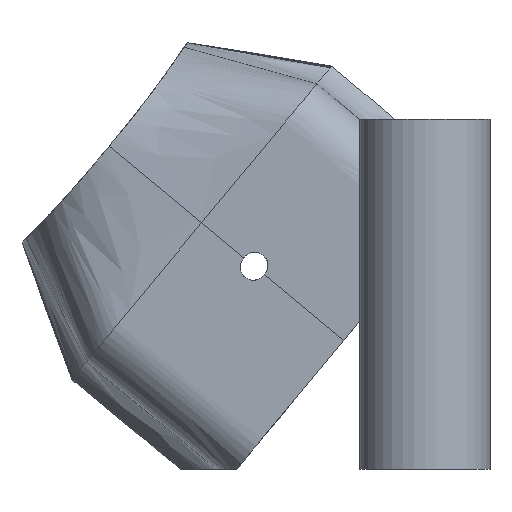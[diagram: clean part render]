
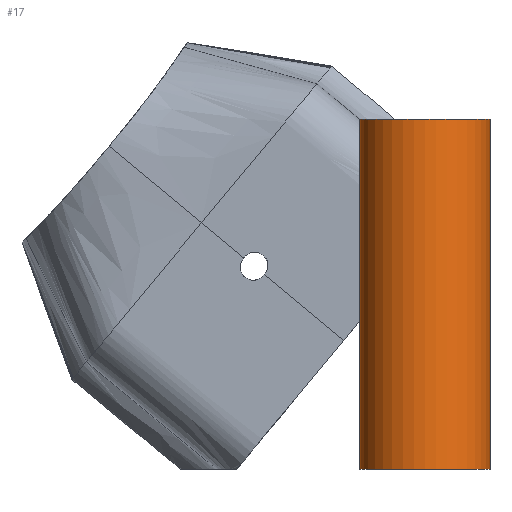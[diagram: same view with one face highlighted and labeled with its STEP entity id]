
A CAD part, left-side view. The second image highlights one B-rep face of the part: STEP entity #17.
In plain terms, the highlighted cylindrical face has radius 4 mm (diameter 8 mm), a full revolution.
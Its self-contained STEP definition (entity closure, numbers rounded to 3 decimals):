
#17=ADVANCED_FACE('',(#76,#68),#851,.T.);
#68=FACE_BOUND('',#131,.T.);
#76=FACE_OUTER_BOUND('',#130,.T.);
#130=EDGE_LOOP('',(#193,#194,#195,#196));
#131=EDGE_LOOP('',(#197,#198));
#193=ORIENTED_EDGE('',*,*,#456,.T.);
#194=ORIENTED_EDGE('',*,*,#457,.T.);
#195=ORIENTED_EDGE('',*,*,#458,.F.);
#196=ORIENTED_EDGE('',*,*,#457,.F.);
#197=ORIENTED_EDGE('',*,*,#573,.F.);
#198=ORIENTED_EDGE('',*,*,#572,.F.);
#456=EDGE_CURVE('',#733,#733,#717,.T.);
#457=EDGE_CURVE('',#733,#734,#704,.T.);
#458=EDGE_CURVE('',#734,#734,#718,.T.);
#572=EDGE_CURVE('',#804,#805,#693,.T.);
#573=EDGE_CURVE('',#805,#804,#694,.T.);
#693=B_SPLINE_CURVE_WITH_KNOTS('',3,(#6769,#6770,#6771,#6772,#6773,#6774,
#6775,#6776,#6777,#6778,#6779,#6780,#6781,#6782,#6783,#6784,#6785,#6786,
#6787,#6788,#6789,#6790,#6791,#6792,#6793,#6794,#6795,#6796,#6797,#6798,
#6799,#6800,#6801,#6802,#6803,#6804,#6805,#6806,#6807,#6808,#6809,#6810,
#6811,#6812,#6813,#6814,#6815,#6816,#6817,#6818,#6819,#6820,#6821,#6822,
#6823,#6824,#6825,#6826,#6827,#6828,#6829,#6830,#6831,#6832,#6833,#6834,
#6835,#6836,#6837,#6838,#6839,#6840),.UNSPECIFIED.,.F.,.F.,(4,3,3,3,3,3,
3,3,3,3,3,3,3,3,3,3,3,2,3,2,3,2,3,2,3,4),(0.,0.661,3.244,
5.825,5.941,6.054,6.273,6.485,
6.688,6.861,7.029,7.192,7.351,
7.636,7.938,8.294,8.795,9.336,
9.878,10.14,10.403,10.68,10.957,
11.651,12.345,12.513),.UNSPECIFIED.);
#694=B_SPLINE_CURVE_WITH_KNOTS('',3,(#6841,#6842,#6843,#6844,#6845,#6846,
#6847,#6848,#6849,#6850,#6851,#6852,#6853),.UNSPECIFIED.,.F.,.F.,(4,2,3,
2,2,4),(2.669,3.717,4.963,6.209,
7.454,9.595),.UNSPECIFIED.);
#704=(
BOUNDED_CURVE()
B_SPLINE_CURVE(1,(#5632,#5633),.UNSPECIFIED.,.F.,.F.)
B_SPLINE_CURVE_WITH_KNOTS((2,2),(0.,21.5),.UNSPECIFIED.)
CURVE()
GEOMETRIC_REPRESENTATION_ITEM()
RATIONAL_B_SPLINE_CURVE((1.,1.))
REPRESENTATION_ITEM('')
);
#717=CIRCLE('',#981,4.);
#718=CIRCLE('',#982,4.);
#733=VERTEX_POINT('',#5545);
#734=VERTEX_POINT('',#5546);
#804=VERTEX_POINT('',#5616);
#805=VERTEX_POINT('',#5617);
#851=CYLINDRICAL_SURFACE('',#953,4.);
#953=AXIS2_PLACEMENT_3D('',#1061,#999,$);
#981=AXIS2_PLACEMENT_3D($,#5631,#1029,#1030);
#982=AXIS2_PLACEMENT_3D($,#5634,#1031,#1032);
#999=DIRECTION('',(0.,0.,1.));
#1029=DIRECTION('',(0.,0.,1.));
#1030=DIRECTION('',(-1.,0.,0.));
#1031=DIRECTION('',(0.,0.,1.));
#1032=DIRECTION('',(-1.,0.,0.));
#1061=CARTESIAN_POINT('',(-688.277,92.,213.937));
#5545=CARTESIAN_POINT('',(-692.277,92.,203.187));
#5546=CARTESIAN_POINT('',(-692.277,92.,224.687));
#5616=CARTESIAN_POINT('',(-685.427,94.807,213.741));
#5617=CARTESIAN_POINT('',(-684.542,90.567,218.884));
#5631=CARTESIAN_POINT('',(-688.277,92.,203.187));
#5632=CARTESIAN_POINT('',(-692.277,92.,203.187));
#5633=CARTESIAN_POINT('',(-692.277,92.,224.687));
#5634=CARTESIAN_POINT('',(-688.277,92.,224.687));
#6769=CARTESIAN_POINT('',(-685.427,94.807,213.741));
#6770=CARTESIAN_POINT('',(-685.427,94.807,213.961));
#6771=CARTESIAN_POINT('',(-685.427,94.807,214.182));
#6772=CARTESIAN_POINT('',(-685.427,94.807,214.402));
#6773=CARTESIAN_POINT('',(-685.426,94.807,215.263));
#6774=CARTESIAN_POINT('',(-685.426,94.807,216.124));
#6775=CARTESIAN_POINT('',(-685.427,94.807,216.985));
#6776=CARTESIAN_POINT('',(-685.427,94.807,217.845));
#6777=CARTESIAN_POINT('',(-685.427,94.807,218.706));
#6778=CARTESIAN_POINT('',(-685.426,94.806,219.566));
#6779=CARTESIAN_POINT('',(-685.426,94.806,219.604));
#6780=CARTESIAN_POINT('',(-685.426,94.806,219.643));
#6781=CARTESIAN_POINT('',(-685.425,94.805,219.681));
#6782=CARTESIAN_POINT('',(-685.425,94.805,219.719));
#6783=CARTESIAN_POINT('',(-685.423,94.803,219.757));
#6784=CARTESIAN_POINT('',(-685.422,94.802,219.794));
#6785=CARTESIAN_POINT('',(-685.418,94.798,219.867));
#6786=CARTESIAN_POINT('',(-685.413,94.793,219.94));
#6787=CARTESIAN_POINT('',(-685.407,94.786,220.013));
#6788=CARTESIAN_POINT('',(-685.4,94.78,220.083));
#6789=CARTESIAN_POINT('',(-685.392,94.771,220.152));
#6790=CARTESIAN_POINT('',(-685.382,94.761,220.221));
#6791=CARTESIAN_POINT('',(-685.372,94.75,220.287));
#6792=CARTESIAN_POINT('',(-685.361,94.738,220.353));
#6793=CARTESIAN_POINT('',(-685.347,94.724,220.418));
#6794=CARTESIAN_POINT('',(-685.335,94.711,220.473));
#6795=CARTESIAN_POINT('',(-685.322,94.697,220.527));
#6796=CARTESIAN_POINT('',(-685.308,94.681,220.581));
#6797=CARTESIAN_POINT('',(-685.294,94.665,220.632));
#6798=CARTESIAN_POINT('',(-685.278,94.647,220.683));
#6799=CARTESIAN_POINT('',(-685.261,94.628,220.732));
#6800=CARTESIAN_POINT('',(-685.244,94.609,220.78));
#6801=CARTESIAN_POINT('',(-685.226,94.587,220.827));
#6802=CARTESIAN_POINT('',(-685.206,94.564,220.872));
#6803=CARTESIAN_POINT('',(-685.187,94.541,220.916));
#6804=CARTESIAN_POINT('',(-685.166,94.516,220.958));
#6805=CARTESIAN_POINT('',(-685.144,94.488,220.997));
#6806=CARTESIAN_POINT('',(-685.105,94.438,221.068));
#6807=CARTESIAN_POINT('',(-685.062,94.382,221.131));
#6808=CARTESIAN_POINT('',(-685.016,94.317,221.183));
#6809=CARTESIAN_POINT('',(-684.967,94.248,221.238));
#6810=CARTESIAN_POINT('',(-684.916,94.172,221.278));
#6811=CARTESIAN_POINT('',(-684.865,94.088,221.305));
#6812=CARTESIAN_POINT('',(-684.805,93.991,221.336));
#6813=CARTESIAN_POINT('',(-684.748,93.887,221.346));
#6814=CARTESIAN_POINT('',(-684.695,93.781,221.34));
#6815=CARTESIAN_POINT('',(-684.621,93.633,221.332));
#6816=CARTESIAN_POINT('',(-684.557,93.481,221.292));
#6817=CARTESIAN_POINT('',(-684.505,93.334,221.238));
#6818=CARTESIAN_POINT('',(-684.449,93.174,221.178));
#6819=CARTESIAN_POINT('',(-684.404,93.015,221.099));
#6820=CARTESIAN_POINT('',(-684.337,92.71,220.923));
#6821=CARTESIAN_POINT('',(-684.313,92.559,220.823));
#6822=CARTESIAN_POINT('',(-684.298,92.414,220.719));
#6823=CARTESIAN_POINT('',(-684.291,92.343,220.668));
#6824=CARTESIAN_POINT('',(-684.285,92.273,220.616));
#6825=CARTESIAN_POINT('',(-684.278,92.135,220.508));
#6826=CARTESIAN_POINT('',(-684.277,92.067,220.453));
#6827=CARTESIAN_POINT('',(-684.277,92.,220.397));
#6828=CARTESIAN_POINT('',(-684.277,91.929,220.338));
#6829=CARTESIAN_POINT('',(-684.278,91.859,220.278));
#6830=CARTESIAN_POINT('',(-684.286,91.721,220.155));
#6831=CARTESIAN_POINT('',(-684.291,91.653,220.093));
#6832=CARTESIAN_POINT('',(-684.298,91.586,220.029));
#6833=CARTESIAN_POINT('',(-684.315,91.419,219.871));
#6834=CARTESIAN_POINT('',(-684.343,91.258,219.707));
#6835=CARTESIAN_POINT('',(-684.413,90.951,219.369));
#6836=CARTESIAN_POINT('',(-684.457,90.804,219.195));
#6837=CARTESIAN_POINT('',(-684.505,90.666,219.016));
#6838=CARTESIAN_POINT('',(-684.517,90.633,218.972));
#6839=CARTESIAN_POINT('',(-684.53,90.6,218.929));
#6840=CARTESIAN_POINT('',(-684.542,90.567,218.884));
#6841=CARTESIAN_POINT('',(-684.542,90.567,218.884));
#6842=CARTESIAN_POINT('',(-684.46,90.781,218.625));
#6843=CARTESIAN_POINT('',(-684.398,90.998,218.361));
#6844=CARTESIAN_POINT('',(-684.302,91.476,217.782));
#6845=CARTESIAN_POINT('',(-684.277,91.738,217.463));
#6846=CARTESIAN_POINT('',(-684.277,92.,217.146));
#6847=CARTESIAN_POINT('',(-684.277,92.262,216.829));
#6848=CARTESIAN_POINT('',(-684.302,92.524,216.51));
#6849=CARTESIAN_POINT('',(-684.406,93.043,215.88));
#6850=CARTESIAN_POINT('',(-684.484,93.302,215.567));
#6851=CARTESIAN_POINT('',(-684.774,93.988,214.734));
#6852=CARTESIAN_POINT('',(-685.048,94.422,214.207));
#6853=CARTESIAN_POINT('',(-685.427,94.807,213.741));
